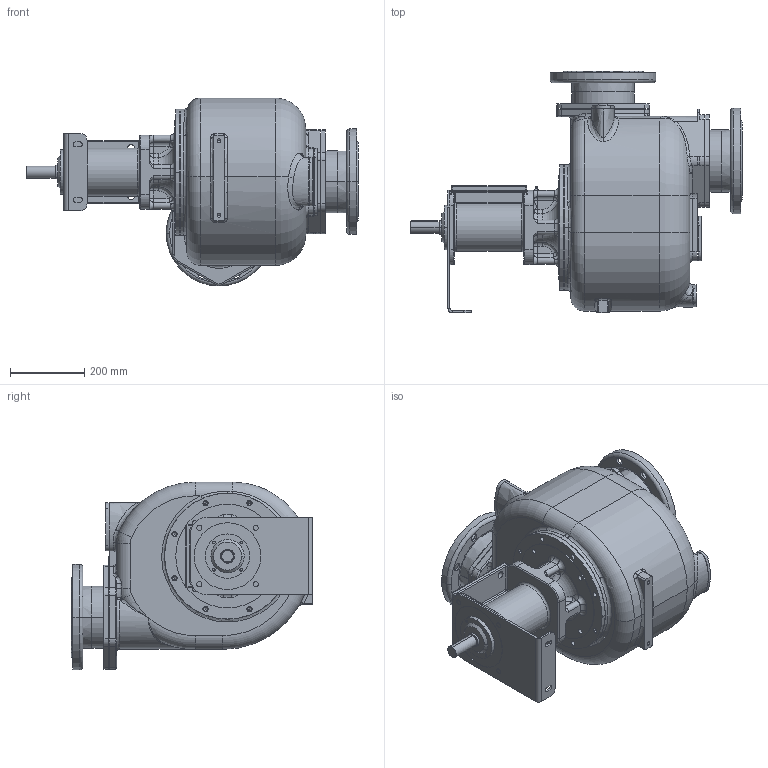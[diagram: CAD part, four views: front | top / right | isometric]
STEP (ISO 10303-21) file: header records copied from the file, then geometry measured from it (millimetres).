
FILE_DESCRIPTION((''),'2;1');
FILE_NAME('S161_K_B_F','2021-05-19T14:39:08',('Nicola'),(''),'CREO PARAMETRIC BY PTC INC, 2020342','CREO PARAMETRIC BY PTC INC, 2020342','');
FILE_SCHEMA(('CONFIG_CONTROL_DESIGN'));
Length unit declared in the file: millimetre
Products named in the file (1): S161_K_B_F
Bounding box: 897 x 652 x 507.5 mm (x, y, z)
Volume: 66702701.2 mm3; surface area: 2619892.2 mm2
Topology: 8 solids, 8 shells, 950 faces, 2248 edges, 1358 vertices
Faces by surface type: cylinder 439, plane 203, torus 118, bspline 82, cone 68, sphere 36, extrusion 4
Entity records: 40042 total; most frequent: CARTESIAN_POINT 17915, DIRECTION 4890, ORIENTED_EDGE 4448, EDGE_CURVE 2224, AXIS2_PLACEMENT_3D 2058, VERTEX_POINT 1358, CIRCLE 1190, EDGE_LOOP 1134
